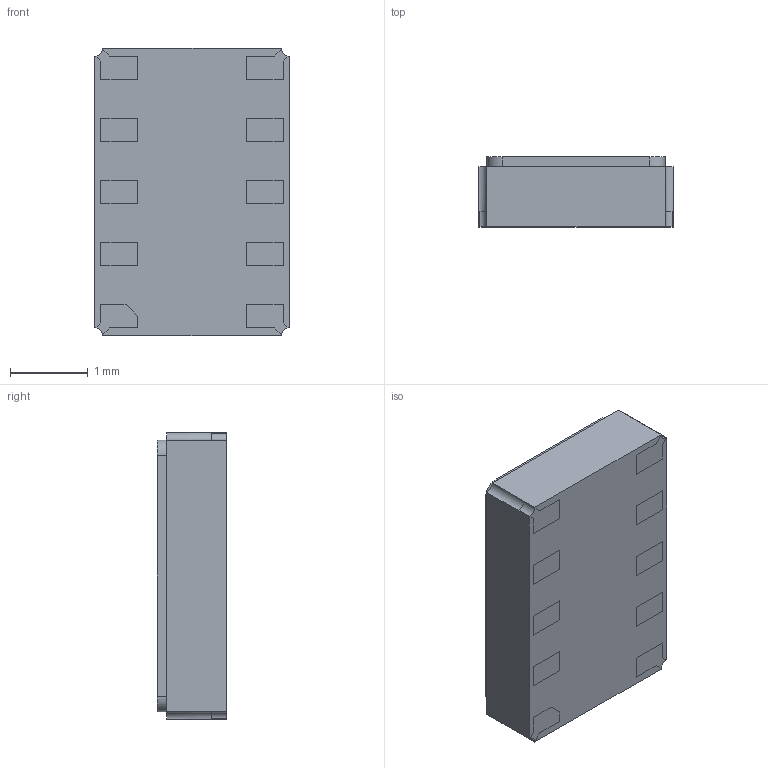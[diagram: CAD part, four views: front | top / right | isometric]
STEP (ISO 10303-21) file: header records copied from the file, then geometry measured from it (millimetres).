
FILE_DESCRIPTION (( 'STEP AP214' ), '1' );
FILE_NAME ('RV-8523-C3.STEP', '2021-06-15T02:58:45', ( '' ), ( '' ), 'SwSTEP 2.0', 'SolidWorks 2017', '' );
FILE_SCHEMA (( 'AUTOMOTIVE_DESIGN' ));
Length unit declared in the file: millimetre
Products named in the file (1): RV-8523-C3
Bounding box: 2.5 x 0.9 x 3.7 mm (x, y, z)
Volume: 8.1 mm3; surface area: 54.7 mm2
Topology: 13 solids, 13 shells, 158 faces, 378 edges, 252 vertices
Faces by surface type: plane 142, cylinder 16
Entity records: 5471 total; most frequent: CARTESIAN_POINT 789, ORIENTED_EDGE 756, DIRECTION 736, EDGE_CURVE 378, LINE 338, VECTOR 338, VERTEX_POINT 252, AXIS2_PLACEMENT_3D 199
